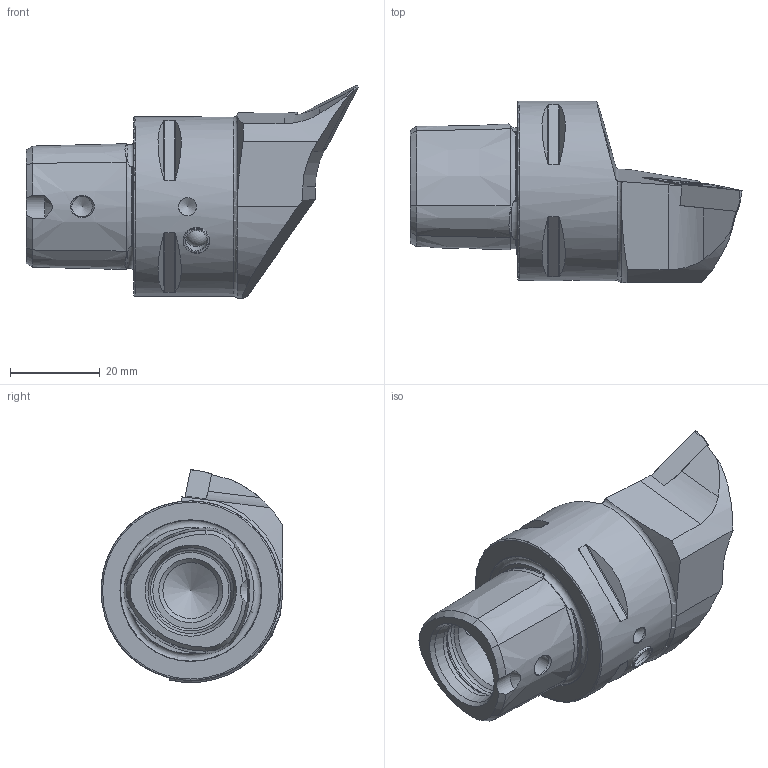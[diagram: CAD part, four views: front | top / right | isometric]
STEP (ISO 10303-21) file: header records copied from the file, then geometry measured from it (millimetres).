
FILE_DESCRIPTION (( 'STEP AP214' ), '1' );
FILE_NAME ('PS4.KVF.LPA.050.STEP', '2020-10-02T09:44:01', ( '' ), ( '' ), 'SwSTEP 2.0', 'SolidWorks 2017', '' );
FILE_SCHEMA (( 'AUTOMOTIVE_DESIGN' ));
Length unit declared in the file: millimetre
Products named in the file (5): PS4-KVF.LPA.050_A; KVT_MB_600_060; VBMT160404; PS4.KVF.LPA.050; WCB-ER2.001.009_A
Assembly tree (4 placements, depth 2):
  PS4.KVF.LPA.050
    PS4-KVF.LPA.050_A
    WCB-ER2.001.009_A
    VBMT160404
    KVT_MB_600_060
Bounding box: 74 x 40.49 x 47.48 mm (x, y, z)
Volume: 44647.4 mm3; surface area: 12829.4 mm2
Topology: 5 solids, 5 shells, 214 faces, 539 edges, 335 vertices
Faces by surface type: cone 72, plane 56, cylinder 50, torus 20, bspline 14, sphere 2
Full cylindrical faces by diameter (mm): 3.3 x1, 4 x2, 4.2 x3, 4.4 x1, 4.6 x2, 5 x2, 5.25 x1, 6 x2, 6.1 x1, 12.5 x1, 18 x2, 20 x1, 40 x1
Entity records: 7372 total; most frequent: CARTESIAN_POINT 2715, ORIENTED_EDGE 916, DIRECTION 847, EDGE_CURVE 458, AXIS2_PLACEMENT_3D 353, VERTEX_POINT 314, EDGE_LOOP 280, FACE_OUTER_BOUND 240
